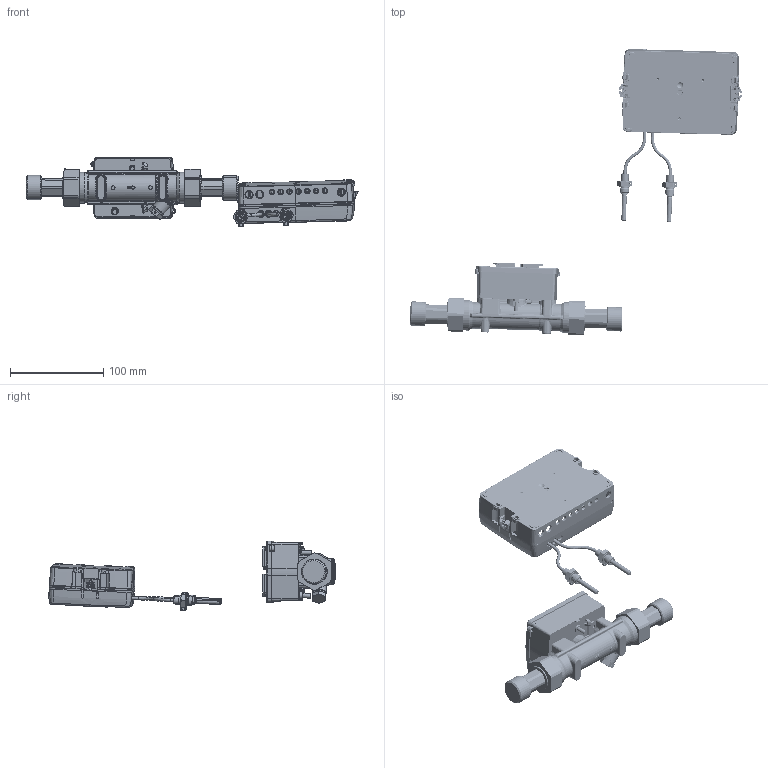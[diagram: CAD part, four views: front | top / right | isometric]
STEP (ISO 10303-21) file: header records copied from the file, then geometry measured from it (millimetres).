
FILE_DESCRIPTION(('CATIA V5 STEP Exchange','CAx-IF Rec.Pracs.--- Model Styling and Organization---1.5--- 2016-08-15','CAx-IF Rec.Pracs.---Supplemental Geometry---1.0---2011-11-01','CAx-IF Rec.Pracs.--- Composite Materials ---3.4---2017-06-13','CAx-IF Rec.Pracs.---Tessellated 3D Geometry---1.0---2015-12-17'),'2;1');
FILE_NAME('STEP_750705G_-_TST.stp','2024-05-30T12:08:15+00:00',('none'),('none'),'CATIA Version 5-6 Release 2020 SP5','CATIA V5 STEP AP242 v2','none');
FILE_SCHEMA(('AP242_MANAGED_MODEL_BASED_3D_ENGINEERING_MIM_LF {1 0 10303 442 1 1 4}'));
Products named in the file (1): 750705G - K - TST
Bounding box: 355.78 x 306.7 x 74.73 mm (x, y, z)
Volume: 449900.1 mm3; surface area: 148959.3 mm2
Topology: 7 solids, 69 shells, 7511 faces, 18998 edges, 11492 vertices
Faces by surface type: bspline 1755, cylinder 1719, plane 1640, torus 1034, cone 581, extrusion 534, sphere 236, revolution 12
Entity records: 329895 total; most frequent: CARTESIAN_POINT 172989, ORIENTED_EDGE 36827, DIRECTION 20031, EDGE_CURVE 18733, VERTEX_POINT 11492, AXIS2_PLACEMENT_3D 9024, B_SPLINE_CURVE_WITH_KNOTS 8515, EDGE_LOOP 7824
